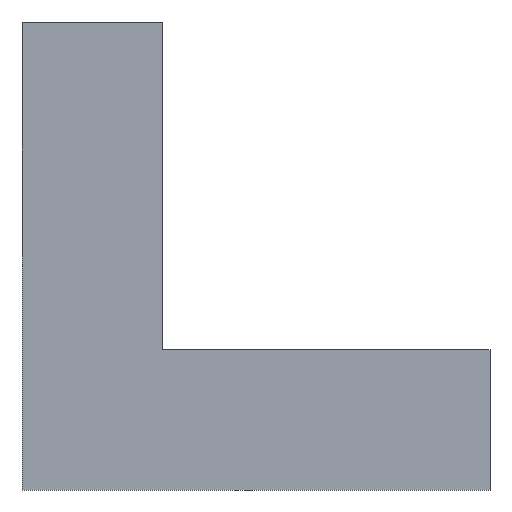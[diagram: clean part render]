
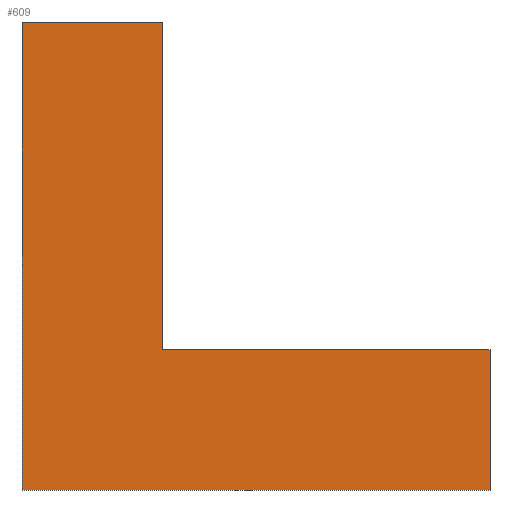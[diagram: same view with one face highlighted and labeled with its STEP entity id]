
A CAD part, front view. The second image highlights one B-rep face of the part: STEP entity #609.
In plain terms, the highlighted planar face has unit normal (0, -1, 0).
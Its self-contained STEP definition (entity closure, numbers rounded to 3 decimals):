
#293=EDGE_CURVE('',#727,#753,#843,.T.);
#301=EDGE_CURVE('',#753,#707,#852,.T.);
#345=EDGE_CURVE('',#593,#639,#899,.T.);
#429=EDGE_CURVE('',#639,#675,#999,.T.);
#527=EDGE_CURVE('',#675,#727,#1105,.T.);
#593=VERTEX_POINT('',#1176);
#609=ADVANCED_FACE('',(#1192),#1193,.T.);
#639=VERTEX_POINT('',#1225);
#675=VERTEX_POINT('',#1267);
#707=VERTEX_POINT('',#1302);
#727=VERTEX_POINT('',#1327);
#753=VERTEX_POINT('',#1354);
#823=EDGE_CURVE('',#707,#593,#1429,.T.);
#843=LINE('',#1442,#1443);
#852=LINE('',#1455,#1456);
#899=LINE('',#1523,#1524);
#999=LINE('',#1659,#1660);
#1105=LINE('',#1810,#1811);
#1176=CARTESIAN_POINT('',(30.0,-20.0,100.0));
#1192=FACE_OUTER_BOUND('',#1938,.T.);
#1193=PLANE('',#1939);
#1225=CARTESIAN_POINT('',(30.0,-20.0,30.0));
#1267=CARTESIAN_POINT('',(100.0,-20.0,30.0));
#1302=CARTESIAN_POINT('',(0.0,-20.0,100.0));
#1327=CARTESIAN_POINT('',(100.0,-20.0,0.));
#1354=CARTESIAN_POINT('',(0.0,-20.0,0.));
#1429=LINE('',#2257,#2258);
#1442=CARTESIAN_POINT('',(0.0,-20.0,0.));
#1443=VECTOR('',#2261,1.0);
#1455=CARTESIAN_POINT('',(0.0,-20.0,100.0));
#1456=VECTOR('',#2271,1.0);
#1523=CARTESIAN_POINT('',(30.0,-20.0,30.0));
#1524=VECTOR('',#2308,1.0);
#1659=CARTESIAN_POINT('',(100.0,-20.0,30.0));
#1660=VECTOR('',#2470,1.0);
#1810=CARTESIAN_POINT('',(100.0,-20.0,0.));
#1811=VECTOR('',#2577,1.0);
#1938=EDGE_LOOP('',(#2644,#2645,#2646,#2647,#2648,#2649));
#1939=AXIS2_PLACEMENT_3D('',#2650,#2651,#2652);
#2257=CARTESIAN_POINT('',(30.0,-20.0,100.0));
#2258=VECTOR('',#2892,1.0);
#2261=DIRECTION('',(-1.0,0.0,0.0));
#2271=DIRECTION('',(0.0,0.,1.0));
#2308=DIRECTION('',(0.0,0.,-1.0));
#2470=DIRECTION('',(1.0,0.0,0.0));
#2577=DIRECTION('',(0.0,0.,-1.0));
#2644=ORIENTED_EDGE('',*,*,#293,.F.);
#2645=ORIENTED_EDGE('',*,*,#527,.F.);
#2646=ORIENTED_EDGE('',*,*,#429,.F.);
#2647=ORIENTED_EDGE('',*,*,#345,.F.);
#2648=ORIENTED_EDGE('',*,*,#823,.F.);
#2649=ORIENTED_EDGE('',*,*,#301,.F.);
#2650=CARTESIAN_POINT('',(37.75,-20.0,37.75));
#2651=DIRECTION('',(0.0,-1.0,0.));
#2652=DIRECTION('',(1.0,0.0,0.0));
#2892=DIRECTION('',(1.0,0.0,0.0));
